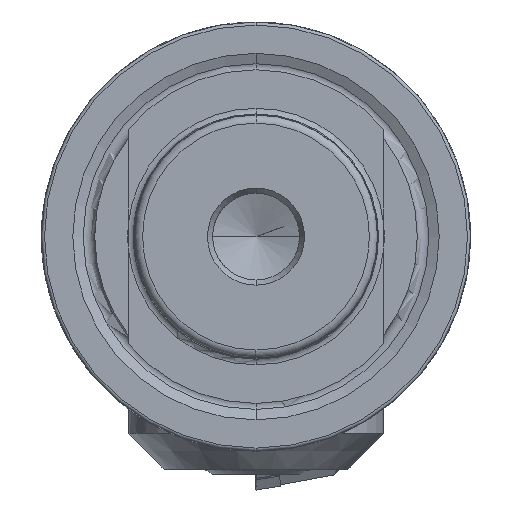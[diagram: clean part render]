
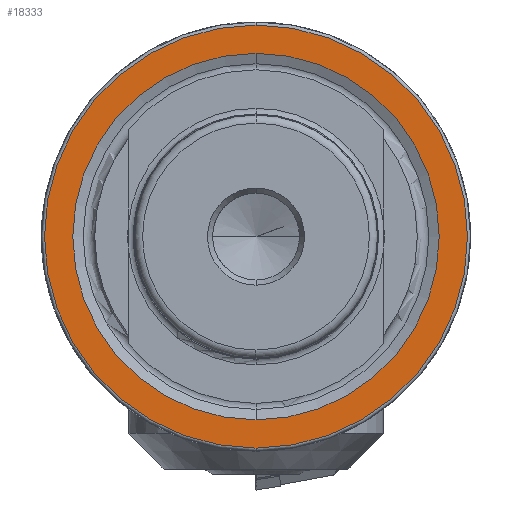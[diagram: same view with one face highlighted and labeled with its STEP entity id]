
A CAD part, left-side view. The second image highlights one B-rep face of the part: STEP entity #18333.
In plain terms, the highlighted planar face has unit normal (-1, 0, 0).
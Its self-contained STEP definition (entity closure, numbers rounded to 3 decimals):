
#3403 = DIRECTION ( 'NONE',  ( -1., 0., 0. ) ) ;
#3950 = ORIENTED_EDGE ( 'NONE', *, *, #20537, .T. ) ;
#4309 = CARTESIAN_POINT ( 'NONE',  ( 0., 0., 0. ) ) ;
#4487 = AXIS2_PLACEMENT_3D ( 'NONE', #26984, #10455, #29758 ) ;
#4756 = FACE_BOUND ( 'NONE', #9085, .T. ) ;
#5650 = VERTEX_POINT ( 'NONE', #23129 ) ;
#5990 = CIRCLE ( 'NONE', #19791, 20.7 ) ;
#7141 = DIRECTION ( 'NONE',  ( 0., 0., 1. ) ) ;
#7246 = CARTESIAN_POINT ( 'NONE',  ( 0., 0., 20.7 ) ) ;
#7386 = ORIENTED_EDGE ( 'NONE', *, *, #24291, .F. ) ;
#8378 = VERTEX_POINT ( 'NONE', #25326 ) ;
#9085 = EDGE_LOOP ( 'NONE', ( #7386, #28380 ) ) ;
#9781 = AXIS2_PLACEMENT_3D ( 'NONE', #26757, #32414, #15936 ) ;
#9846 = DIRECTION ( 'NONE',  ( -1., 0., 0. ) ) ;
#10455 = DIRECTION ( 'NONE',  ( -1., 0., 0. ) ) ;
#13148 = PLANE ( 'NONE',  #9781 ) ;
#13404 = AXIS2_PLACEMENT_3D ( 'NONE', #26383, #9846, #29149 ) ;
#15155 = AXIS2_PLACEMENT_3D ( 'NONE', #4309, #23661, #7141 ) ;
#15936 = DIRECTION ( 'NONE',  ( 0., 0., -1. ) ) ;
#16006 = EDGE_LOOP ( 'NONE', ( #24225, #3950 ) ) ;
#17672 = VERTEX_POINT ( 'NONE', #7246 ) ;
#18333 = ADVANCED_FACE ( 'NONE', ( #4756, #33290 ), #13148, .F. ) ;
#19326 = EDGE_CURVE ( 'NONE', #17672, #5650, #25501, .T. ) ;
#19791 = AXIS2_PLACEMENT_3D ( 'NONE', #20043, #3403, #22798 ) ;
#20043 = CARTESIAN_POINT ( 'NONE',  ( 0., 0., 0. ) ) ;
#20537 = EDGE_CURVE ( 'NONE', #5650, #17672, #5990, .T. ) ;
#22339 = EDGE_CURVE ( 'NONE', #8378, #27084, #24009, .T. ) ;
#22798 = DIRECTION ( 'NONE',  ( 0., 0., 1. ) ) ;
#23129 = CARTESIAN_POINT ( 'NONE',  ( 0., 0., -20.7 ) ) ;
#23661 = DIRECTION ( 'NONE',  ( -1., 0., 0. ) ) ;
#24009 = CIRCLE ( 'NONE', #4487, 17.932 ) ;
#24225 = ORIENTED_EDGE ( 'NONE', *, *, #19326, .T. ) ;
#24291 = EDGE_CURVE ( 'NONE', #27084, #8378, #27782, .T. ) ;
#25326 = CARTESIAN_POINT ( 'NONE',  ( 0., 0., -17.932 ) ) ;
#25501 = CIRCLE ( 'NONE', #15155, 20.7 ) ;
#26383 = CARTESIAN_POINT ( 'NONE',  ( 0., 0., 0. ) ) ;
#26757 = CARTESIAN_POINT ( 'NONE',  ( 0., 17.932, 0. ) ) ;
#26984 = CARTESIAN_POINT ( 'NONE',  ( 0., 0., 0. ) ) ;
#27084 = VERTEX_POINT ( 'NONE', #28053 ) ;
#27782 = CIRCLE ( 'NONE', #13404, 17.932 ) ;
#28053 = CARTESIAN_POINT ( 'NONE',  ( 0., 0., 17.932 ) ) ;
#28380 = ORIENTED_EDGE ( 'NONE', *, *, #22339, .F. ) ;
#29149 = DIRECTION ( 'NONE',  ( 0., 0., 1. ) ) ;
#29758 = DIRECTION ( 'NONE',  ( 0., 0., 1. ) ) ;
#32414 = DIRECTION ( 'NONE',  ( 1., 0., 0. ) ) ;
#33290 = FACE_OUTER_BOUND ( 'NONE', #16006, .T. ) ;
